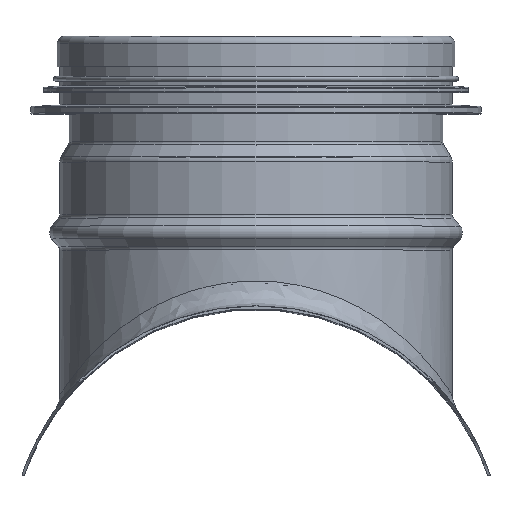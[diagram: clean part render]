
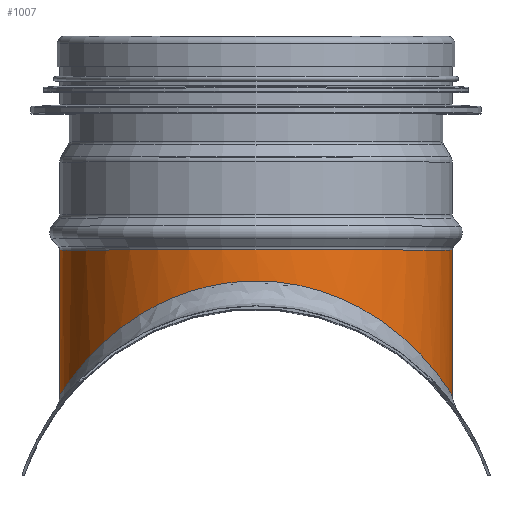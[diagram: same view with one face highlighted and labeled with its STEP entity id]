
A CAD part, top view. The second image highlights one B-rep face of the part: STEP entity #1007.
In plain terms, the highlighted cylindrical face has radius 39.025 mm (diameter 78.05 mm), a full revolution.
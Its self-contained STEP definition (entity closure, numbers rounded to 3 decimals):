
#717=CARTESIAN_POINT('',(0.,54.025,-39.025));
#718=VERTEX_POINT('',#717);
#726=CARTESIAN_POINT('',(0.,54.026,-39.025));
#727=CARTESIAN_POINT('',(3.103,54.025,-39.025));
#728=CARTESIAN_POINT('',(9.31,53.328,-38.279));
#729=CARTESIAN_POINT('',(20.621,49.51,-34.033));
#730=CARTESIAN_POINT('',(29.362,43.181,-26.719));
#731=CARTESIAN_POINT('',(35.27,36.725,-17.38));
#732=CARTESIAN_POINT('',(38.263,32.564,-9.278));
#733=CARTESIAN_POINT('',(39.215,31.001,-1.561));
#734=CARTESIAN_POINT('',(38.838,31.613,4.657));
#735=CARTESIAN_POINT('',(37.575,33.555,11.616));
#736=CARTESIAN_POINT('',(34.128,38.265,19.971));
#737=CARTESIAN_POINT('',(27.278,44.86,28.634));
#738=CARTESIAN_POINT('',(17.961,50.624,35.308));
#739=CARTESIAN_POINT('',(6.349,54.169,39.183));
#740=CARTESIAN_POINT('',(-6.35,54.168,39.182));
#741=CARTESIAN_POINT('',(-17.962,50.624,35.308));
#742=CARTESIAN_POINT('',(-27.278,44.86,28.635));
#743=CARTESIAN_POINT('',(-34.129,38.262,19.969));
#744=CARTESIAN_POINT('',(-37.757,33.308,11.179));
#745=CARTESIAN_POINT('',(-39.068,31.245,3.135));
#746=CARTESIAN_POINT('',(-39.063,31.255,-3.136));
#747=CARTESIAN_POINT('',(-38.092,32.777,-9.163));
#748=CARTESIAN_POINT('',(-35.696,36.156,-16.547));
#749=CARTESIAN_POINT('',(-30.081,42.674,-26.109));
#750=CARTESIAN_POINT('',(-20.625,49.502,-34.033));
#751=CARTESIAN_POINT('',(-9.307,53.331,-38.279));
#752=CARTESIAN_POINT('',(-3.103,54.026,-39.025));
#753=CARTESIAN_POINT('',(0.,54.026,-39.025));
#754=B_SPLINE_CURVE_WITH_KNOTS('',3,(#726,#727,#728,#729,#730,#731,#732,#733,#734,#735,#736,#737,#738,#739,#740,#741,#742,#743,#744,#745,#746,#747,#748,#749,#750,#751,#752,#753),.UNSPECIFIED.,.T.,.U.,(4,1,1,1,1,1,1,1,1,1,1,1,1,1,1,1,1,1,1,1,1,1,1,1,1,4),(14.71,15.761,16.812,18.913,19.964,21.014,22.065,22.591,23.116,24.517,25.918,27.319,28.72,30.121,31.522,32.923,34.324,35.725,36.425,37.126,37.826,38.527,39.927,42.029,43.08,44.13),.UNSPECIFIED.);
#755=EDGE_CURVE('',#718,#718,#754,.T.);
#988=CARTESIAN_POINT('',(0.,44.95,0.0));
#989=DIRECTION('',(0.,1.0,0.0));
#990=DIRECTION('',(-1.0,0.0,0.0));
#991=AXIS2_PLACEMENT_3D('',#988,#989,#990);
#992=CYLINDRICAL_SURFACE('',#991,39.025);
#993=CARTESIAN_POINT('',(-39.025,60.2,0.0));
#994=VERTEX_POINT('',#993);
#995=CARTESIAN_POINT('',(0.,60.2,0.0));
#996=DIRECTION('',(0.0,1.0,0.0));
#997=DIRECTION('',(-1.0,0.0,0.0));
#998=AXIS2_PLACEMENT_3D('',#995,#996,#997);
#999=CIRCLE('',#998,39.025);
#1000=EDGE_CURVE('',#994,#994,#999,.T.);
#1001=ORIENTED_EDGE('',*,*,#1000,.F.);
#1002=EDGE_LOOP('',(#1001));
#1003=FACE_OUTER_BOUND('',#1002,.T.);
#1004=ORIENTED_EDGE('',*,*,#755,.F.);
#1005=EDGE_LOOP('',(#1004));
#1006=FACE_BOUND('',#1005,.T.);
#1007=ADVANCED_FACE('',(#1003,#1006),#992,.T.);
